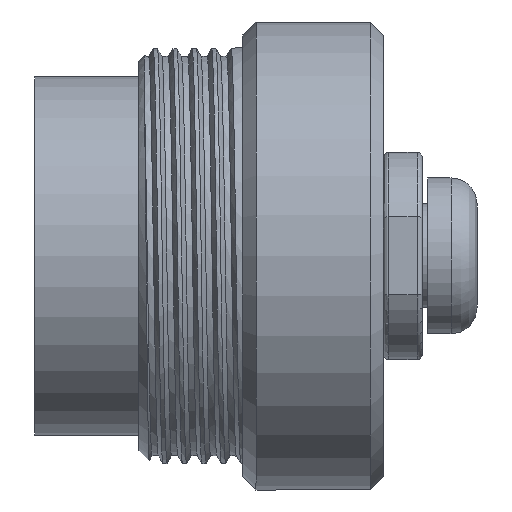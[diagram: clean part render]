
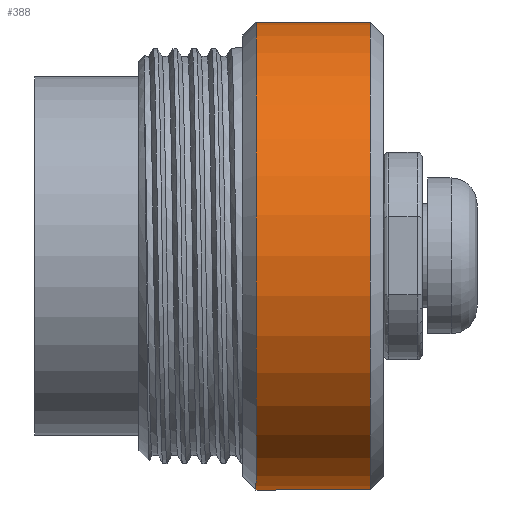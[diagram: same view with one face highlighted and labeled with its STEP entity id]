
A CAD part, top view. The second image highlights one B-rep face of the part: STEP entity #388.
In plain terms, the highlighted cylindrical face has radius 9 mm (diameter 18 mm), a full revolution.
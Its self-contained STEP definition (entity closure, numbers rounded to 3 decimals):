
#232=CYLINDRICAL_SURFACE('',#1141,9.);
#388=ADVANCED_FACE('',(#427,#428),#232,.T.);
#427=FACE_BOUND('',#514,.T.);
#428=FACE_BOUND('',#515,.T.);
#514=EDGE_LOOP('',(#734));
#515=EDGE_LOOP('',(#735));
#734=ORIENTED_EDGE('',*,*,#955,.T.);
#735=ORIENTED_EDGE('',*,*,#956,.F.);
#841=VERTEX_POINT('',#2681);
#842=VERTEX_POINT('',#2684);
#955=EDGE_CURVE('',#841,#841,#1027,.T.);
#956=EDGE_CURVE('',#842,#842,#1028,.T.);
#1027=CIRCLE('',#1138,9.);
#1028=CIRCLE('',#1140,9.);
#1138=AXIS2_PLACEMENT_3D('',#2680,#1386,#1387);
#1140=AXIS2_PLACEMENT_3D('',#2683,#1390,#1391);
#1141=AXIS2_PLACEMENT_3D('',#2685,#1392,#1393);
#1386=DIRECTION('',(-1.,0.,0.));
#1387=DIRECTION('',(0.,1.,0.));
#1390=DIRECTION('',(-1.,0.,0.));
#1391=DIRECTION('',(0.,1.,0.));
#1392=DIRECTION('',(1.,0.,0.));
#1393=DIRECTION('',(0.,1.,0.));
#2680=CARTESIAN_POINT('',(-25.996,-9.174,0.));
#2681=CARTESIAN_POINT('',(-25.996,-0.174,0.));
#2683=CARTESIAN_POINT('',(-30.396,-9.174,0.));
#2684=CARTESIAN_POINT('',(-30.396,-0.174,0.));
#2685=CARTESIAN_POINT('',(-30.396,-9.174,0.));
